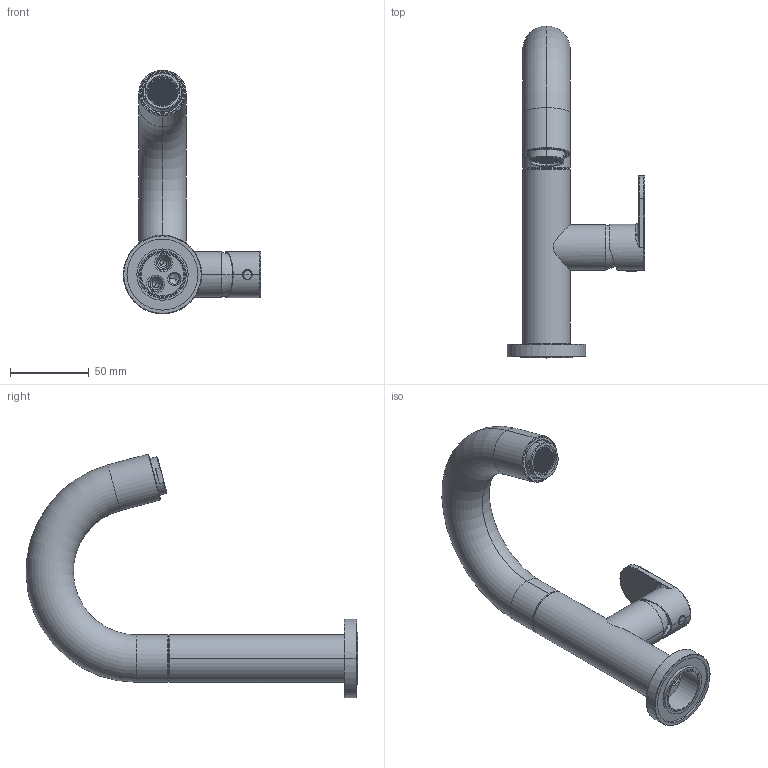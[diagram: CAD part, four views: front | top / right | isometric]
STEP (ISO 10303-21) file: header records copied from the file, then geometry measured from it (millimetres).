
FILE_DESCRIPTION((''),'2;1');
FILE_NAME('500265','2022-07-22T17:26:12',('sruga'),('Armando Vicario'),'CREO PARAMETRIC BY PTC INC, 2021404','CREO PARAMETRIC BY PTC INC, 2021404','');
FILE_SCHEMA(('CONFIG_CONTROL_DESIGN'));
Length unit declared in the file: millimetre
Products named in the file (1): 500265
Bounding box: 87.05 x 210.03 x 154.26 mm (x, y, z)
Surface area: 83507 mm2 (no closed solid volume)
Topology: 0 solids, 25 shells, 976 faces, 7101 edges, 6131 vertices
Faces by surface type: plane 465, cylinder 397, cone 75, torus 23, bspline 12, sphere 4
Entity records: 78727 total; most frequent: CARTESIAN_POINT 30327, ORIENTED_EDGE 8533, DIRECTION 7254, EDGE_CURVE 7058, VERTEX_POINT 6119, VECTOR 3512, LINE 3512, B_SPLINE_CURVE_WITH_KNOTS 2639
